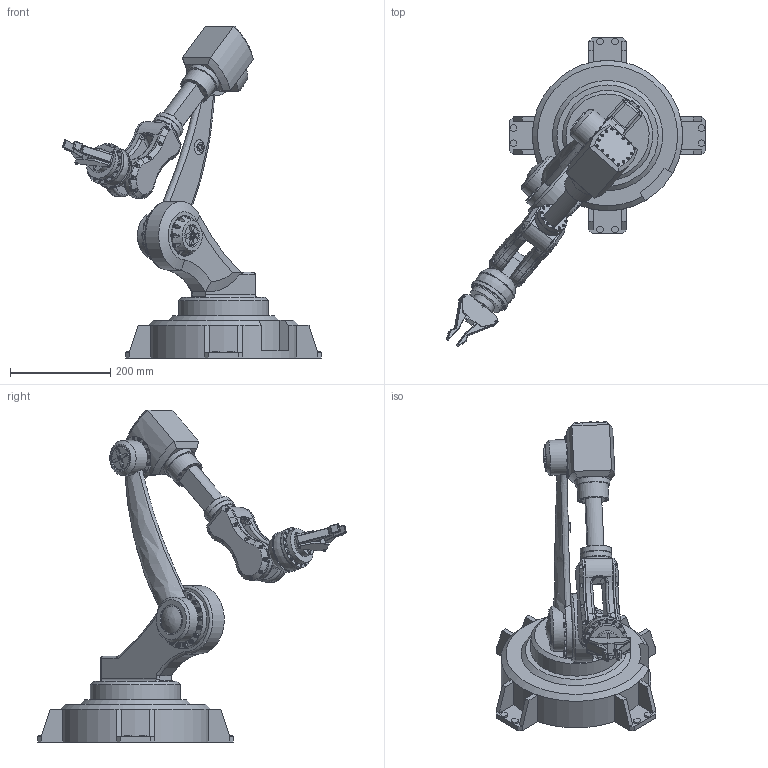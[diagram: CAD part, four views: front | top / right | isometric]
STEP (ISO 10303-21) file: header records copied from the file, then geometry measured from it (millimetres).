
FILE_DESCRIPTION(/* description */ (''),/* implementation_level */ '2;1');
FILE_NAME(/* name */ 'Robotic Arm part 1 v8.step',/* time_stamp */ '2021-07-28T18:55:20+05:00',/* author */ (''),/* organization */ (''),/* preprocessor_version */ 'ST-DEVELOPER v18.1',/* originating_system */ 'Autodesk Translation Framework v10.9.0.1377',/* authorisation */ '');
FILE_SCHEMA (('AUTOMOTIVE_DESIGN { 1 0 10303 214 3 1 1 }'));
Products named in the file (10): Robotic Arm part 1; Component1; Component2; Component3; Component4; Component5; Component6; Component7; Component8; Component8(Mirror)
Assembly tree (9 placements, depth 2):
  Robotic Arm part 1
    Component1
    Component2
    Component3
    Component4
    Component5
    Component6
    Component7
    Component8
    Component8(Mirror)
Bounding box: 516.34 x 616.08 x 662.52 mm (x, y, z)
Volume: 7106860 mm3; surface area: 838371.3 mm2
Topology: 15 solids, 15 shells, 1347 faces, 2871 edges, 1855 vertices
Faces by surface type: plane 672, cylinder 567, cone 48, bspline 44, torus 14, sphere 2
Full cylindrical faces by diameter (mm): 2.356 x17, 2.5 x34, 2.927 x37, 3 x25, 3.5 x16, 4 x37, 4.5 x38, 5 x40, 5.5 x25, 6 x13, 6.5 x8, 8 x1, 9 x13, 10 x2, 13 x1, 20 x6, 30 x7, 30.5 x1, 45 x1, 47 x1, 50 x1, 54 x1, 55 x1, 60 x2, 62 x3, 69 x1, 70 x3, 79 x1, 82.5 x1, 84 x1
Entity records: 53902 total; most frequent: CARTESIAN_POINT 24416, DIRECTION 6040, ORIENTED_EDGE 5740, EDGE_CURVE 2870, AXIS2_PLACEMENT_3D 2342, VERTEX_POINT 1855, EDGE_LOOP 1659, LINE 1356
